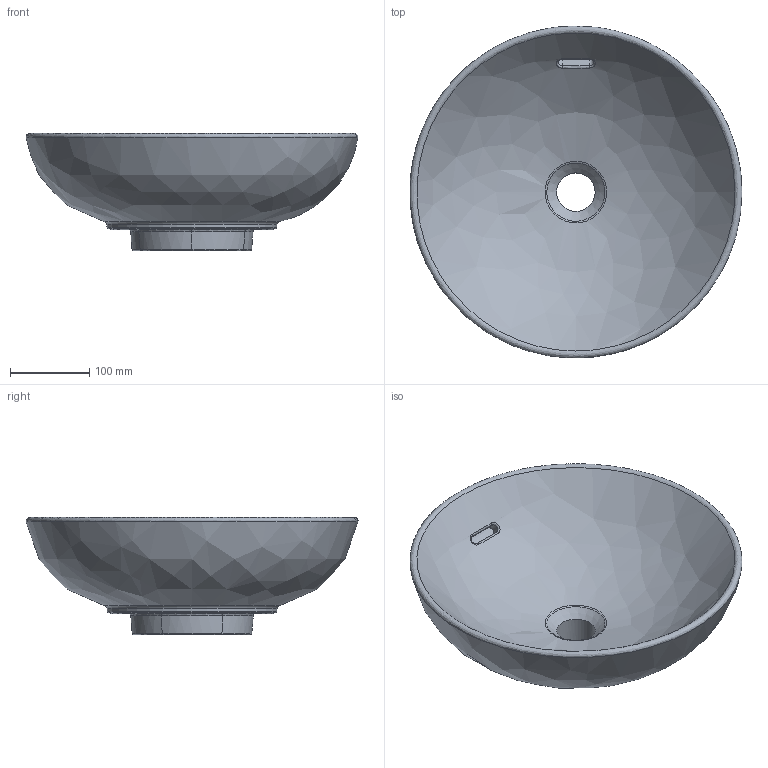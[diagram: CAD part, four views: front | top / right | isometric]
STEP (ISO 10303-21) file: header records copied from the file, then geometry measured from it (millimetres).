
FILE_DESCRIPTION(/* description */ (''),/* implementation_level */ '2;1');
FILE_NAME(/* name */ '4A4600_4A4601.stp',/* time_stamp */ '2020-09-30T14:28:48+02:00',/* author */ (''),/* organization */ (''),/* preprocessor_version */ 'ST-DEVELOPER v16.7',/* originating_system */ 'SIEMENS PLM Software NX 1863',/* authorisation */ '');
FILE_SCHEMA (('AUTOMOTIVE_DESIGN { 1 0 10303 214 3 1 1 1 }'));
Length unit declared in the file: millimetre
Products named in the file (1): Sier43E0B62Bgirs
Bounding box: 419.57 x 419.79 x 148.34 mm (x, y, z)
Volume: 5337750.8 mm3; surface area: 401439.1 mm2
Topology: 1 solids, 1 shells, 41 faces, 103 edges, 66 vertices
Faces by surface type: bspline 33, torus 4, cone 3, cylinder 1
Full cylindrical faces by diameter (mm): 48.76 x1
Entity records: 3300 total; most frequent: CARTESIAN_POINT 2607, ORIENTED_EDGE 176, EDGE_CURVE 88, VERTEX_POINT 63, B_SPLINE_CURVE_WITH_KNOTS 61, EDGE_LOOP 57, DIRECTION 52, ADVANCED_FACE 41
